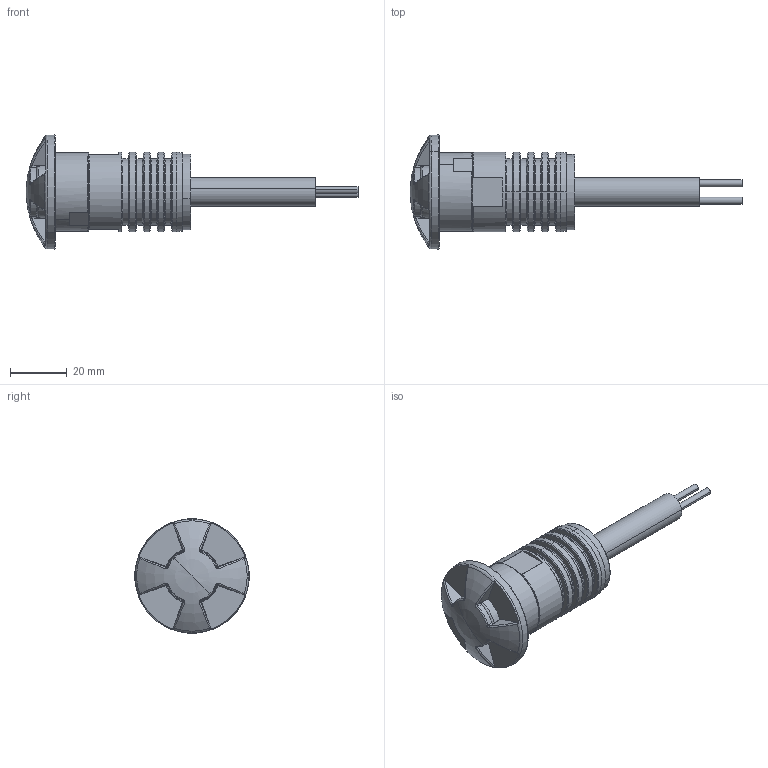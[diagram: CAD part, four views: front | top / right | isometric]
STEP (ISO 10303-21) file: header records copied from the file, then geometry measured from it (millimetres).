
FILE_DESCRIPTION (( 'STEP AP203' ), '1' );
FILE_NAME ('NDISC MICRO.STEP', '2023-04-06T11:05:53', ( '' ), ( '' ), 'SwSTEP 2.0', 'SolidWorks 2017', '' );
FILE_SCHEMA (( 'CONFIG_CONTROL_DESIGN' ));
Length unit declared in the file: millimetre
Products named in the file (1): NDISC MICRO
Bounding box: 116.86 x 40.17 x 40.17 mm (x, y, z)
Volume: 29286.5 mm3; surface area: 23321 mm2
Topology: 14 solids, 14 shells, 473 faces, 1097 edges, 653 vertices
Faces by surface type: plane 159, cone 130, cylinder 105, torus 43, bspline 36
Entity records: 14402 total; most frequent: CARTESIAN_POINT 3808, DIRECTION 2269, ORIENTED_EDGE 2146, EDGE_CURVE 1073, AXIS2_PLACEMENT_3D 946, VERTEX_POINT 653, EDGE_LOOP 530, CIRCLE 508
